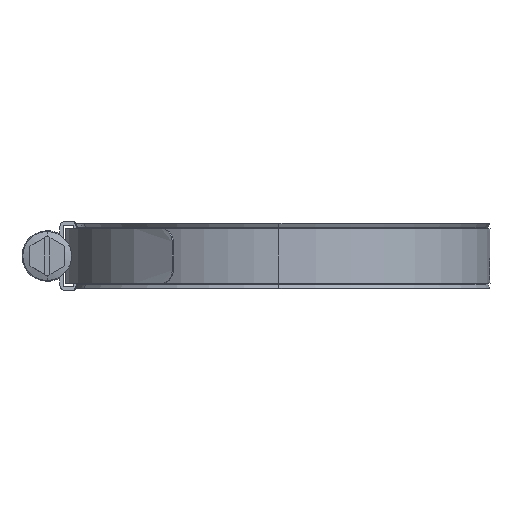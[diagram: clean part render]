
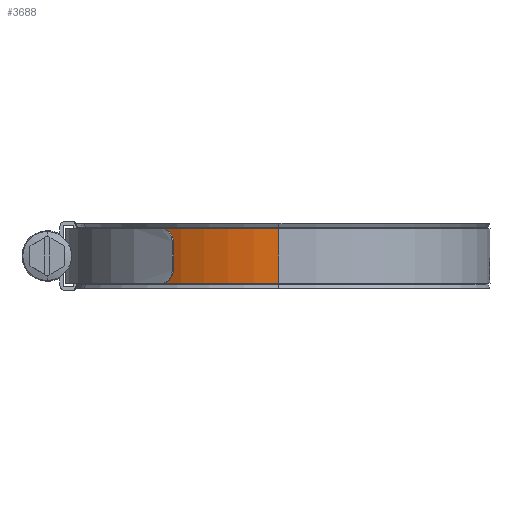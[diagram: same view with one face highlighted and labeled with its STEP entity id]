
A CAD part, left-side view. The second image highlights one B-rep face of the part: STEP entity #3688.
In plain terms, the highlighted cylindrical face has radius 49.03 mm (diameter 98.06 mm), a partial arc.
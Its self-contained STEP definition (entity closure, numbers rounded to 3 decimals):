
#814 = AXIS2_PLACEMENT_3D ( 'NONE', #10054, #5778, #13028 ) ;
#1125 = ORIENTED_EDGE ( 'NONE', *, *, #1791, .T. ) ;
#1533 = CARTESIAN_POINT ( 'NONE',  ( -49.03, 0., -6.35 ) ) ;
#1791 = EDGE_CURVE ( 'NONE', #8252, #5786, #7320, .T. ) ;
#2299 = VERTEX_POINT ( 'NONE', #13045 ) ;
#2310 = ORIENTED_EDGE ( 'NONE', *, *, #2696, .T. ) ;
#2696 = EDGE_CURVE ( 'NONE', #2299, #8252, #6715, .T. ) ;
#3688 = ADVANCED_FACE ( 'NONE', ( #11091 ), #4518, .T. ) ;
#3763 = AXIS2_PLACEMENT_3D ( 'NONE', #10496, #9237, #13482 ) ;
#4236 = DIRECTION ( 'NONE',  ( 1., 0., 0. ) ) ;
#4404 = VECTOR ( 'NONE', #11484, 1000. ) ;
#4443 = DIRECTION ( 'NONE',  ( 0., 0., 1. ) ) ;
#4518 = CYLINDRICAL_SURFACE ( 'NONE', #814, 49.03 ) ;
#4834 = CIRCLE ( 'NONE', #10407, 49.03 ) ;
#5060 = ORIENTED_EDGE ( 'NONE', *, *, #8805, .F. ) ;
#5778 = DIRECTION ( 'NONE',  ( 0., 0., -1. ) ) ;
#5786 = VERTEX_POINT ( 'NONE', #1533 ) ;
#6715 = LINE ( 'NONE', #12228, #7341 ) ;
#7320 = CIRCLE ( 'NONE', #3763, 49.03 ) ;
#7341 = VECTOR ( 'NONE', #7891, 1000. ) ;
#7368 = LINE ( 'NONE', #11633, #4404 ) ;
#7891 = DIRECTION ( 'NONE',  ( 0., 0., -1. ) ) ;
#8252 = VERTEX_POINT ( 'NONE', #13042 ) ;
#8805 = EDGE_CURVE ( 'NONE', #2299, #8859, #4834, .T. ) ;
#8859 = VERTEX_POINT ( 'NONE', #12264 ) ;
#9237 = DIRECTION ( 'NONE',  ( 0., 0., 1. ) ) ;
#10054 = CARTESIAN_POINT ( 'NONE',  ( 0., 0., 6.35 ) ) ;
#10283 = ORIENTED_EDGE ( 'NONE', *, *, #11155, .F. ) ;
#10407 = AXIS2_PLACEMENT_3D ( 'NONE', #13800, #4443, #4236 ) ;
#10496 = CARTESIAN_POINT ( 'NONE',  ( 0., 0., -6.35 ) ) ;
#11091 = FACE_OUTER_BOUND ( 'NONE', #12563, .T. ) ;
#11155 = EDGE_CURVE ( 'NONE', #8859, #5786, #7368, .T. ) ;
#11484 = DIRECTION ( 'NONE',  ( 0., 0., -1. ) ) ;
#11633 = CARTESIAN_POINT ( 'NONE',  ( -49.03, 0., 6.35 ) ) ;
#12228 = CARTESIAN_POINT ( 'NONE',  ( 0., 49.03, 6.35 ) ) ;
#12264 = CARTESIAN_POINT ( 'NONE',  ( -49.03, 0., 6.35 ) ) ;
#12563 = EDGE_LOOP ( 'NONE', ( #10283, #5060, #2310, #1125 ) ) ;
#13028 = DIRECTION ( 'NONE',  ( -1., 0., 0. ) ) ;
#13042 = CARTESIAN_POINT ( 'NONE',  ( 0., 49.03, -6.35 ) ) ;
#13045 = CARTESIAN_POINT ( 'NONE',  ( 0., 49.03, 6.35 ) ) ;
#13482 = DIRECTION ( 'NONE',  ( 1., 0., 0. ) ) ;
#13800 = CARTESIAN_POINT ( 'NONE',  ( 0., 0., 6.35 ) ) ;
